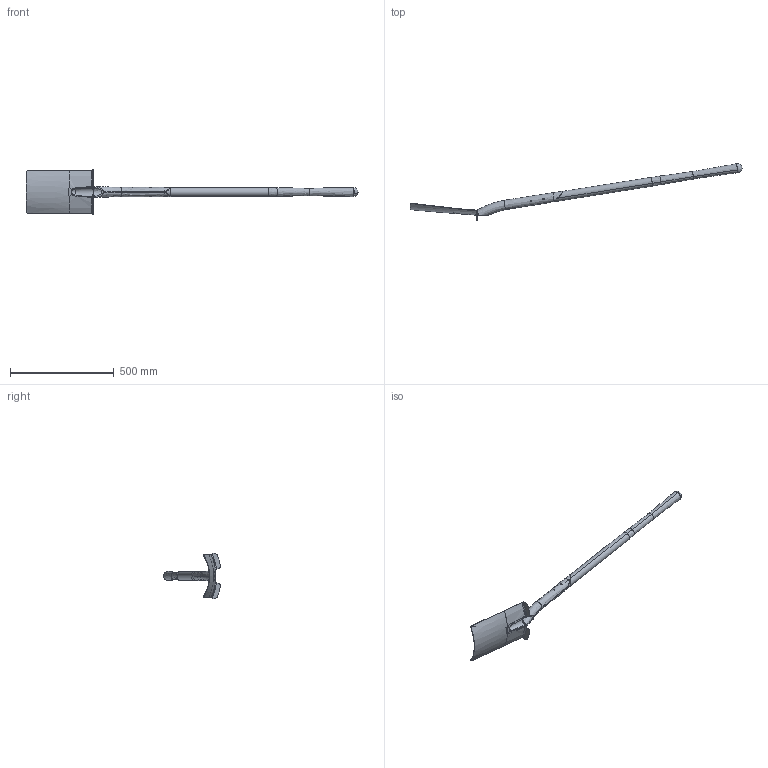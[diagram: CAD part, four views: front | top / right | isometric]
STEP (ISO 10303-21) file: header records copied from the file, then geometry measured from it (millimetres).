
FILE_DESCRIPTION(('FreeCAD Model'),'2;1');
FILE_NAME('Open CASCADE Shape Model','2025-04-26T00:18:27',('FreeCAD'),( 'FreeCAD'),'Open CASCADE STEP processor 7.6','FreeCAD','Unknown');
FILE_SCHEMA(('AUTOMOTIVE_DESIGN { 1 0 10303 214 1 1 1 1 }'));
Length unit declared in the file: millimetre
Products named in the file (1): Open CASCADE STEP translator 7.6 1
Bounding box: 1603.84 x 274.85 x 219.82 mm (x, y, z)
Volume: 1758968.9 mm3; surface area: 402611.7 mm2
Topology: 4 solids, 4 shells, 143 faces, 368 edges, 228 vertices
Faces by surface type: bspline 143
Entity records: 17450 total; most frequent: CARTESIAN_POINT 15326, ORIENTED_EDGE 726, EDGE_CURVE 363, B_SPLINE_CURVE_WITH_KNOTS 284, VERTEX_POINT 228, FACE_BOUND 151, EDGE_LOOP 151, ADVANCED_FACE 143
